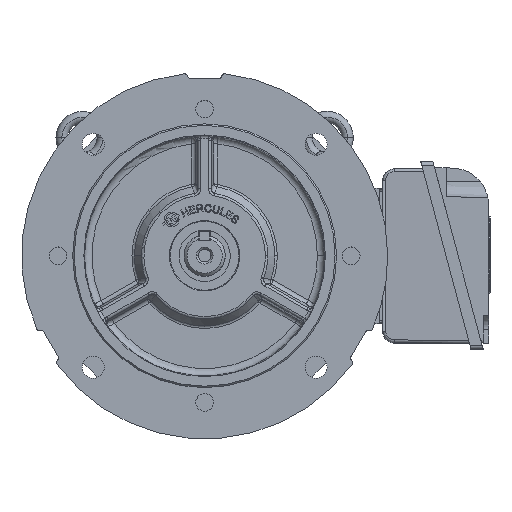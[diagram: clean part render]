
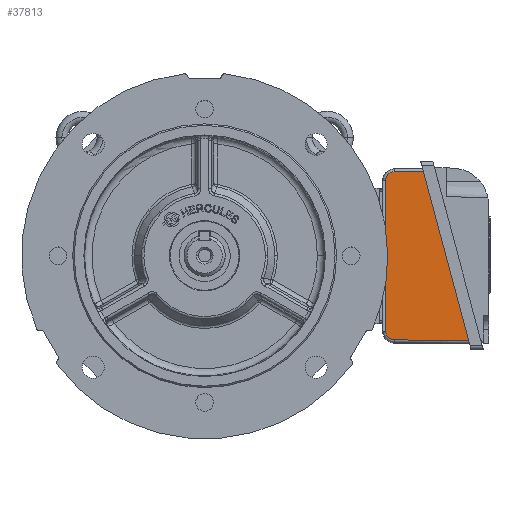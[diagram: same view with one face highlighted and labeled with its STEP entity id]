
A CAD part, top view. The second image highlights one B-rep face of the part: STEP entity #37813.
In plain terms, the highlighted planar face has unit normal (-0.017, -0.004, 1).
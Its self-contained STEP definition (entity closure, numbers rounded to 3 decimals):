
#31 = CARTESIAN_POINT ( 'NONE',  ( 150.65, 57.75, 48.25 ) ) ;
#287 = CARTESIAN_POINT ( 'NONE',  ( 129.362, 57.378, 47.889 ) ) ;
#1189 =( BOUNDED_CURVE ( )  B_SPLINE_CURVE ( 3, ( #50763, #22200, #68059, #63166 ),
 .UNSPECIFIED., .F., .T. ) 
 B_SPLINE_CURVE_WITH_KNOTS ( ( 4, 4 ),
 ( 2.88, 4.442 ),
 .UNSPECIFIED. ) 
 CURVE ( )  GEOMETRIC_REPRESENTATION_ITEM ( )  RATIONAL_B_SPLINE_CURVE ( ( 1., 0.807, 0.807, 1. ) ) 
 REPRESENTATION_ITEM ( '' )  );
#1322 = EDGE_CURVE ( 'NONE', #48721, #60356, #19845, .T. ) ;
#1894 = VECTOR ( 'NONE', #13458, 1000. ) ;
#3409 = EDGE_CURVE ( 'NONE', #60356, #65204, #11489, .T. ) ;
#4139 = EDGE_CURVE ( 'NONE', #43787, #68314, #33617, .T. ) ;
#4730 = VERTEX_POINT ( 'NONE', #44516 ) ;
#6673 = EDGE_LOOP ( 'NONE', ( #12514, #15020, #31351, #41594, #8167, #64409 ) ) ;
#8167 = ORIENTED_EDGE ( 'NONE', *, *, #4139, .T. ) ;
#9517 = LINE ( 'NONE', #60292, #50278 ) ;
#11489 = LINE ( 'NONE', #73884, #69220 ) ;
#12514 = ORIENTED_EDGE ( 'NONE', *, *, #52987, .T. ) ;
#13458 = DIRECTION ( 'NONE',  ( 0., -1., -0.005 ) ) ;
#13468 = PLANE ( 'NONE',  #51066 ) ;
#14199 = CARTESIAN_POINT ( 'NONE',  ( 162.782, -57.62, 47.933 ) ) ;
#15020 = ORIENTED_EDGE ( 'NONE', *, *, #1322, .T. ) ;
#19845 = LINE ( 'NONE', #14199, #69062 ) ;
#20806 = DIRECTION ( 'NONE',  ( -1., -0.017, -0.017 ) ) ;
#22200 = CARTESIAN_POINT ( 'NONE',  ( 123.466, -54.819, 47.283 ) ) ;
#24745 = LINE ( 'NONE', #63841, #1894 ) ;
#25492 = FACE_OUTER_BOUND ( 'NONE', #6673, .T. ) ;
#26250 = CARTESIAN_POINT ( 'NONE',  ( 123.466, 51.379, 47.763 ) ) ;
#28139 = CARTESIAN_POINT ( 'NONE',  ( 129.362, 57.378, 47.889 ) ) ;
#30762 = DIRECTION ( 'NONE',  ( 1., 0., 0.017 ) ) ;
#31351 = ORIENTED_EDGE ( 'NONE', *, *, #3409, .T. ) ;
#33617 =( BOUNDED_CURVE ( )  B_SPLINE_CURVE ( 3, ( #28139, #56717, #62731, #69468 ),
 .UNSPECIFIED., .F., .T. ) 
 B_SPLINE_CURVE_WITH_KNOTS ( ( 4, 4 ),
 ( 1.326, 2.88 ),
 .UNSPECIFIED. ) 
 CURVE ( )  GEOMETRIC_REPRESENTATION_ITEM ( )  RATIONAL_B_SPLINE_CURVE ( ( 1., 0.809, 0.809, 1. ) ) 
 REPRESENTATION_ITEM ( '' )  );
#36755 = DIRECTION ( 'NONE',  ( -0.017, -0.005, 1. ) ) ;
#37122 = DIRECTION ( 'NONE',  ( 1., -0.009, 0.017 ) ) ;
#37813 = ADVANCED_FACE ( 'NONE', ( #25492 ), #13468, .T. ) ;
#39323 = DIRECTION ( 'NONE',  ( -0.259, 0.966, 0. ) ) ;
#41594 = ORIENTED_EDGE ( 'NONE', *, *, #47144, .T. ) ;
#43787 = VERTEX_POINT ( 'NONE', #287 ) ;
#44516 = CARTESIAN_POINT ( 'NONE',  ( 123.466, -51.329, 47.299 ) ) ;
#47144 = EDGE_CURVE ( 'NONE', #65204, #43787, #9517, .T. ) ;
#48721 = VERTEX_POINT ( 'NONE', #67568 ) ;
#50278 = VECTOR ( 'NONE', #20806, 1000. ) ;
#50763 = CARTESIAN_POINT ( 'NONE',  ( 123.466, -51.329, 47.299 ) ) ;
#51066 = AXIS2_PLACEMENT_3D ( 'NONE', #65707, #36755, #30762 ) ;
#52987 = EDGE_CURVE ( 'NONE', #4730, #48721, #1189, .T. ) ;
#53003 = CARTESIAN_POINT ( 'NONE',  ( 181.607, -57.784, 48.25 ) ) ;
#56717 = CARTESIAN_POINT ( 'NONE',  ( 125.896, 57.318, 47.831 ) ) ;
#60292 = CARTESIAN_POINT ( 'NONE',  ( 129.396, 57.379, 47.89 ) ) ;
#60356 = VERTEX_POINT ( 'NONE', #53003 ) ;
#61743 = EDGE_CURVE ( 'NONE', #68314, #4730, #24745, .T. ) ;
#62731 = CARTESIAN_POINT ( 'NONE',  ( 123.466, 54.846, 47.779 ) ) ;
#63166 = CARTESIAN_POINT ( 'NONE',  ( 129.414, -57.328, 47.372 ) ) ;
#63841 = CARTESIAN_POINT ( 'NONE',  ( 123.466, 10.284, 47.577 ) ) ;
#64409 = ORIENTED_EDGE ( 'NONE', *, *, #61743, .T. ) ;
#65204 = VERTEX_POINT ( 'NONE', #31 ) ;
#65707 = CARTESIAN_POINT ( 'NONE',  ( 163.369, 10.281, 48.25 ) ) ;
#67568 = CARTESIAN_POINT ( 'NONE',  ( 129.414, -57.328, 47.372 ) ) ;
#68059 = CARTESIAN_POINT ( 'NONE',  ( 125.924, -57.298, 47.313 ) ) ;
#68314 = VERTEX_POINT ( 'NONE', #26250 ) ;
#69062 = VECTOR ( 'NONE', #37122, 1000. ) ;
#69220 = VECTOR ( 'NONE', #39323, 1000. ) ;
#69468 = CARTESIAN_POINT ( 'NONE',  ( 123.466, 51.379, 47.763 ) ) ;
#73884 = CARTESIAN_POINT ( 'NONE',  ( 163.369, 10.281, 48.25 ) ) ;
